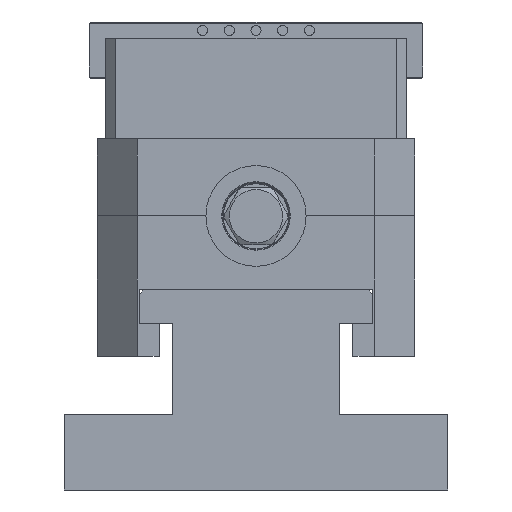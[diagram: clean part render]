
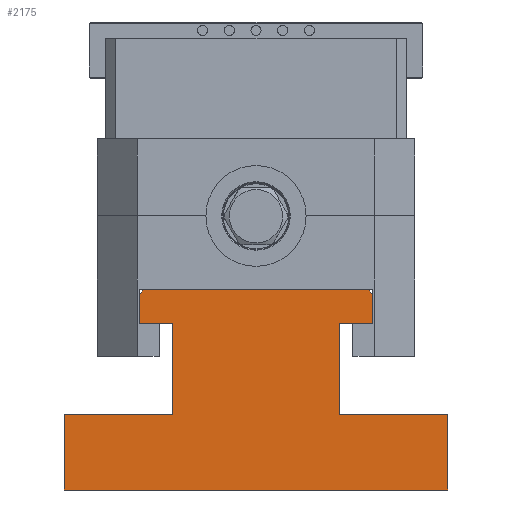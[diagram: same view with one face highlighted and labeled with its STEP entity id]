
A CAD part, left-side view. The second image highlights one B-rep face of the part: STEP entity #2175.
In plain terms, the highlighted planar face has unit normal (-1, 0, 0).
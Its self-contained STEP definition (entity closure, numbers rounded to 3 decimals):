
#2175=ADVANCED_FACE('',(#3257),#2899,.T.);
#2899=PLANE('',#11580);
#3257=FACE_OUTER_BOUND('',#3598,.T.);
#3598=EDGE_LOOP('',(#4807,#4808,#4809,#4810,#4811,#4812,#4813,#4814,#4815,
#4816,#4817,#4818,#4819,#4820));
#4807=ORIENTED_EDGE('',*,*,#8637,.T.);
#4808=ORIENTED_EDGE('',*,*,#8643,.T.);
#4809=ORIENTED_EDGE('',*,*,#8644,.F.);
#4810=ORIENTED_EDGE('',*,*,#8645,.T.);
#4811=ORIENTED_EDGE('',*,*,#8646,.T.);
#4812=ORIENTED_EDGE('',*,*,#8647,.T.);
#4813=ORIENTED_EDGE('',*,*,#8613,.F.);
#4814=ORIENTED_EDGE('',*,*,#8648,.T.);
#4815=ORIENTED_EDGE('',*,*,#8641,.T.);
#4816=ORIENTED_EDGE('',*,*,#8649,.F.);
#4817=ORIENTED_EDGE('',*,*,#8650,.F.);
#4818=ORIENTED_EDGE('',*,*,#8651,.F.);
#4819=ORIENTED_EDGE('',*,*,#8629,.T.);
#4820=ORIENTED_EDGE('',*,*,#8652,.T.);
#7529=VERTEX_POINT('',#16184);
#7530=VERTEX_POINT('',#16186);
#7545=VERTEX_POINT('',#16220);
#7546=VERTEX_POINT('',#16222);
#7553=VERTEX_POINT('',#16237);
#7554=VERTEX_POINT('',#16239);
#7557=VERTEX_POINT('',#16246);
#7558=VERTEX_POINT('',#16248);
#7559=VERTEX_POINT('',#16252);
#7560=VERTEX_POINT('',#16254);
#7561=VERTEX_POINT('',#16256);
#7562=VERTEX_POINT('',#16258);
#7563=VERTEX_POINT('',#16262);
#7564=VERTEX_POINT('',#16264);
#8613=EDGE_CURVE('',#7529,#7530,#9989,.T.);
#8629=EDGE_CURVE('',#7546,#7545,#10005,.T.);
#8637=EDGE_CURVE('',#7554,#7553,#10011,.T.);
#8641=EDGE_CURVE('',#7558,#7557,#10015,.T.);
#8643=EDGE_CURVE('',#7553,#7559,#10017,.T.);
#8644=EDGE_CURVE('',#7560,#7559,#10018,.T.);
#8645=EDGE_CURVE('',#7560,#7561,#10019,.T.);
#8646=EDGE_CURVE('',#7561,#7562,#10020,.T.);
#8647=EDGE_CURVE('',#7562,#7530,#10021,.T.);
#8648=EDGE_CURVE('',#7529,#7558,#10022,.T.);
#8649=EDGE_CURVE('',#7563,#7557,#10023,.T.);
#8650=EDGE_CURVE('',#7564,#7563,#10024,.T.);
#8651=EDGE_CURVE('',#7546,#7564,#10025,.T.);
#8652=EDGE_CURVE('',#7545,#7554,#10026,.T.);
#9989=LINE('',#16185,#10785);
#10005=LINE('',#16221,#10801);
#10011=LINE('',#16238,#10807);
#10015=LINE('',#16247,#10811);
#10017=LINE('',#16251,#10813);
#10018=LINE('',#16253,#10814);
#10019=LINE('',#16255,#10815);
#10020=LINE('',#16257,#10816);
#10021=LINE('',#16259,#10817);
#10022=LINE('',#16260,#10818);
#10023=LINE('',#16261,#10819);
#10024=LINE('',#16263,#10820);
#10025=LINE('',#16265,#10821);
#10026=LINE('',#16266,#10822);
#10785=VECTOR('',#12852,1.);
#10801=VECTOR('',#12876,1.);
#10807=VECTOR('',#12888,1.);
#10811=VECTOR('',#12894,1.);
#10813=VECTOR('',#12898,1.);
#10814=VECTOR('',#12899,1.);
#10815=VECTOR('',#12900,1.);
#10816=VECTOR('',#12901,1.);
#10817=VECTOR('',#12902,1.);
#10818=VECTOR('',#12903,1.);
#10819=VECTOR('',#12904,1.);
#10820=VECTOR('',#12905,1.);
#10821=VECTOR('',#12906,1.);
#10822=VECTOR('',#12907,1.);
#11580=AXIS2_PLACEMENT_3D('',#16267,#12908,#12909);
#12852=DIRECTION('',(0.,0.,1.));
#12876=DIRECTION('',(0.,0.,1.));
#12888=DIRECTION('',(0.,1.,0.));
#12894=DIRECTION('',(0.,0.,1.));
#12898=DIRECTION('',(0.,0.707,-0.707));
#12899=DIRECTION('',(0.,0.,1.));
#12900=DIRECTION('',(0.,-1.,0.));
#12901=DIRECTION('',(0.,0.,-1.));
#12902=DIRECTION('',(0.,1.,0.));
#12903=DIRECTION('',(0.,-1.,0.));
#12904=DIRECTION('',(0.,-1.,0.));
#12905=DIRECTION('',(0.,0.,-1.));
#12906=DIRECTION('',(0.,1.,0.));
#12907=DIRECTION('',(0.,0.707,0.707));
#12908=DIRECTION('',(-1.,0.,0.));
#12909=DIRECTION('',(0.,0.,1.));
#16184=CARTESIAN_POINT('',(164.778,100.,-5.6));
#16185=CARTESIAN_POINT('',(164.778,100.,-5.9));
#16186=CARTESIAN_POINT('',(164.778,100.,16.9));
#16220=CARTESIAN_POINT('',(164.778,7.5,53.));
#16221=CARTESIAN_POINT('',(164.778,7.5,-5.9));
#16222=CARTESIAN_POINT('',(164.778,7.5,44.4));
#16237=CARTESIAN_POINT('',(164.778,76.1,54.4));
#16238=CARTESIAN_POINT('',(164.778,42.5,54.4));
#16239=CARTESIAN_POINT('',(164.778,8.9,54.4));
#16246=CARTESIAN_POINT('',(164.778,-15.,16.9));
#16247=CARTESIAN_POINT('',(164.778,-15.,-5.9));
#16248=CARTESIAN_POINT('',(164.778,-15.,-5.6));
#16251=CARTESIAN_POINT('',(164.778,89.45,41.05));
#16252=CARTESIAN_POINT('',(164.778,77.5,53.));
#16253=CARTESIAN_POINT('',(164.778,77.5,-5.9));
#16254=CARTESIAN_POINT('',(164.778,77.5,44.4));
#16255=CARTESIAN_POINT('',(164.778,100.,44.4));
#16256=CARTESIAN_POINT('',(164.778,67.5,44.4));
#16257=CARTESIAN_POINT('',(164.778,67.5,-5.9));
#16258=CARTESIAN_POINT('',(164.778,67.5,16.9));
#16259=CARTESIAN_POINT('',(164.778,42.5,16.9));
#16260=CARTESIAN_POINT('',(164.778,42.5,-5.6));
#16261=CARTESIAN_POINT('',(164.778,42.5,16.9));
#16262=CARTESIAN_POINT('',(164.778,17.5,16.9));
#16263=CARTESIAN_POINT('',(164.778,17.5,-5.9));
#16264=CARTESIAN_POINT('',(164.778,17.5,44.4));
#16265=CARTESIAN_POINT('',(164.778,42.5,44.4));
#16266=CARTESIAN_POINT('',(164.778,-4.45,41.05));
#16267=CARTESIAN_POINT('',(164.778,42.5,-5.9));
